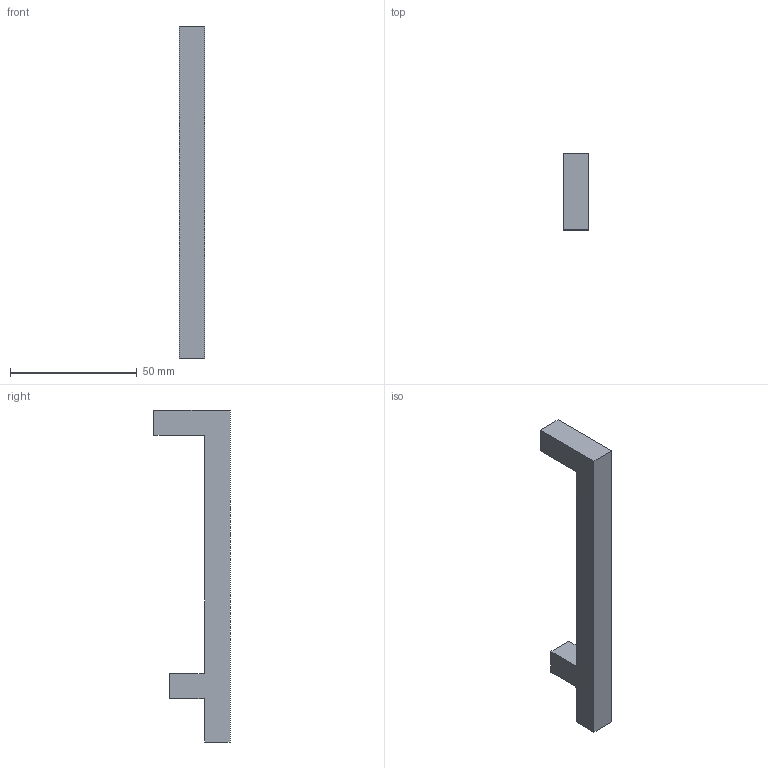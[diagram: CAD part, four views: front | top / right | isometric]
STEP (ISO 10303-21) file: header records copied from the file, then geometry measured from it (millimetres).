
FILE_DESCRIPTION(('CATIA V5 STEP Exchange'),'2;1');
FILE_NAME('OutilHauteurCaisse.stp','2020-09-30T14:52:26+00:00',('none'),('none'),'CATIA Version 5 Release 20 GA (IN-10)','CATIA V5 STEP AP203','none');
FILE_SCHEMA(('CONFIG_CONTROL_DESIGN'));
Length unit declared in the file: millimetre
Products named in the file (1): OutilHauteurCaisse
Bounding box: 10 x 30 x 131 mm (x, y, z)
Volume: 16500.3 mm3; surface area: 6797.5 mm2
Topology: 1 solids, 1 shells, 15 faces, 39 edges, 26 vertices
Faces by surface type: plane 12, cylinder 3
Entity records: 490 total; most frequent: CARTESIAN_POINT 80, ORIENTED_EDGE 78, DIRECTION 67, EDGE_CURVE 39, VECTOR 33, LINE 33, VERTEX_POINT 26, AXIS2_PLACEMENT_3D 21
